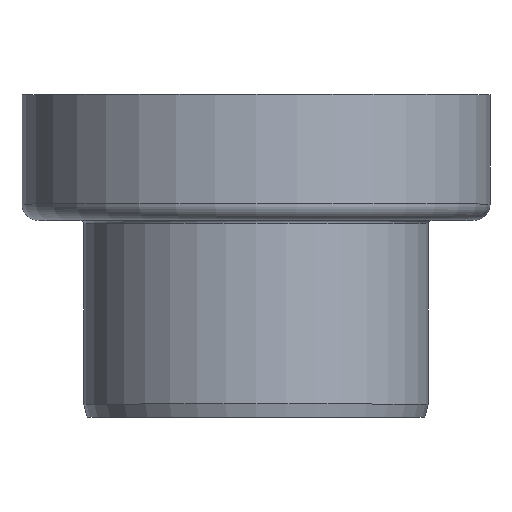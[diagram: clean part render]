
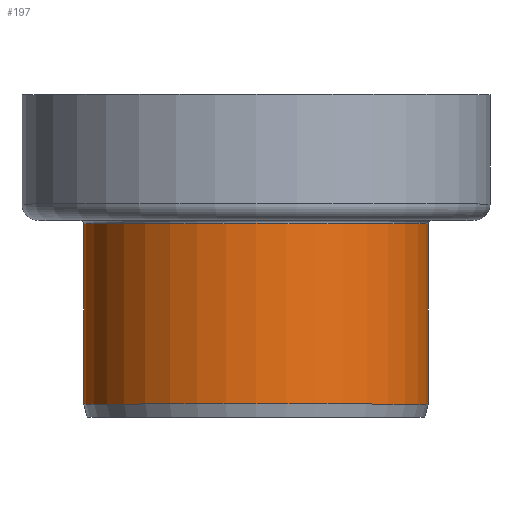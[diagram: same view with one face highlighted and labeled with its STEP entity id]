
A CAD part, top view. The second image highlights one B-rep face of the part: STEP entity #197.
In plain terms, the highlighted cylindrical face has radius 157.5 mm (diameter 315 mm), a full revolution.
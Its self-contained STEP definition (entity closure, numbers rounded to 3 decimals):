
#37=FACE_OUTER_BOUND('',#53,.T.);
#53=EDGE_LOOP('',(#167,#168,#169,#170,#171));
#62=LINE('',#380,#67);
#67=VECTOR('',#318,157.5);
#82=CIRCLE('',#247,157.5);
#83=CIRCLE('',#249,157.5);
#84=CIRCLE('',#250,157.5);
#101=VERTEX_POINT('',#372);
#102=VERTEX_POINT('',#376);
#103=VERTEX_POINT('',#377);
#123=EDGE_CURVE('',#101,#101,#82,.T.);
#125=EDGE_CURVE('',#102,#103,#83,.T.);
#126=EDGE_CURVE('',#103,#102,#84,.T.);
#127=EDGE_CURVE('',#103,#101,#62,.T.);
#167=ORIENTED_EDGE('',*,*,#125,.F.);
#168=ORIENTED_EDGE('',*,*,#126,.F.);
#169=ORIENTED_EDGE('',*,*,#127,.T.);
#170=ORIENTED_EDGE('',*,*,#123,.T.);
#171=ORIENTED_EDGE('',*,*,#127,.F.);
#187=CYLINDRICAL_SURFACE('',#248,157.5);
#197=ADVANCED_FACE('',(#37),#187,.T.);
#247=AXIS2_PLACEMENT_3D('',#373,#309,#310);
#248=AXIS2_PLACEMENT_3D('',#375,#312,#313);
#249=AXIS2_PLACEMENT_3D('',#378,#314,#315);
#250=AXIS2_PLACEMENT_3D('',#379,#316,#317);
#309=DIRECTION('center_axis',(0.,1.,0.));
#310=DIRECTION('ref_axis',(1.,0.,0.));
#312=DIRECTION('center_axis',(0.,1.,0.));
#313=DIRECTION('ref_axis',(-1.,0.,0.));
#314=DIRECTION('center_axis',(0.,1.,0.));
#315=DIRECTION('ref_axis',(1.,0.,0.));
#316=DIRECTION('center_axis',(0.,1.,0.));
#317=DIRECTION('ref_axis',(1.,0.,0.));
#318=DIRECTION('',(0.,-1.,0.));
#372=CARTESIAN_POINT('',(157.5,12.,0.));
#373=CARTESIAN_POINT('Origin',(0.,12.,0.));
#375=CARTESIAN_POINT('Origin',(0.,94.5,0.));
#376=CARTESIAN_POINT('',(0.,177.,-157.5));
#377=CARTESIAN_POINT('',(157.5,177.,0.));
#378=CARTESIAN_POINT('Origin',(0.,177.,0.));
#379=CARTESIAN_POINT('Origin',(0.,177.,0.));
#380=CARTESIAN_POINT('',(157.5,94.5,0.));
